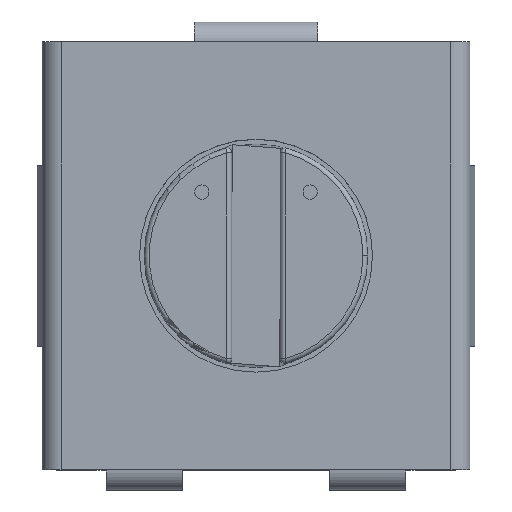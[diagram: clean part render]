
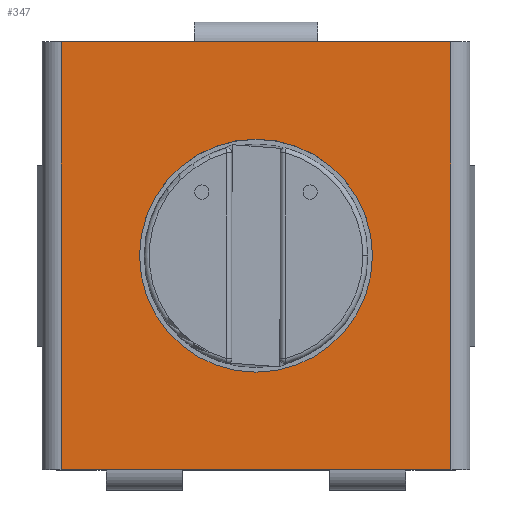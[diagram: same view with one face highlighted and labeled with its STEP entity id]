
A CAD part, top view. The second image highlights one B-rep face of the part: STEP entity #347.
In plain terms, the highlighted planar face has unit normal (0, 0, 1).
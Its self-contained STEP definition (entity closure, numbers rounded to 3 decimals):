
#173 = CARTESIAN_POINT ( 'NONE',  ( 2.05, 2.25, 2.55 ) ) ;
#310 = DIRECTION ( 'NONE',  ( 1., 0., 0. ) ) ;
#347 = ADVANCED_FACE ( 'NONE', ( #2199, #4086 ), #11002, .F. ) ;
#958 = VERTEX_POINT ( 'NONE', #11583 ) ;
#1230 = EDGE_CURVE ( 'NONE', #3597, #5982, #18007, .T. ) ;
#1242 = DIRECTION ( 'NONE',  ( 0., 0., -1. ) ) ;
#1286 = AXIS2_PLACEMENT_3D ( 'NONE', #17691, #1242, #8286 ) ;
#1645 = LINE ( 'NONE', #12679, #17511 ) ;
#2199 = FACE_OUTER_BOUND ( 'NONE', #12823, .T. ) ;
#2964 = CARTESIAN_POINT ( 'NONE',  ( -1.225, 0., 2.55 ) ) ;
#3211 = CARTESIAN_POINT ( 'NONE',  ( 0., 0., 2.55 ) ) ;
#3340 = EDGE_CURVE ( 'NONE', #5982, #17145, #11115, .T. ) ;
#3597 = VERTEX_POINT ( 'NONE', #173 ) ;
#3616 = EDGE_CURVE ( 'NONE', #15196, #5648, #7891, .T. ) ;
#3618 = ORIENTED_EDGE ( 'NONE', *, *, #3340, .T. ) ;
#3731 = EDGE_CURVE ( 'NONE', #958, #3597, #1645, .T. ) ;
#4086 = FACE_BOUND ( 'NONE', #4753, .T. ) ;
#4753 = EDGE_LOOP ( 'NONE', ( #7460, #12162 ) ) ;
#5576 = CARTESIAN_POINT ( 'NONE',  ( -2.25, 2.25, 2.55 ) ) ;
#5648 = VERTEX_POINT ( 'NONE', #16644 ) ;
#5656 = EDGE_CURVE ( 'NONE', #17145, #958, #13901, .T. ) ;
#5802 = ORIENTED_EDGE ( 'NONE', *, *, #5656, .T. ) ;
#5982 = VERTEX_POINT ( 'NONE', #15623 ) ;
#7159 = VECTOR ( 'NONE', #17137, 1000. ) ;
#7460 = ORIENTED_EDGE ( 'NONE', *, *, #3616, .F. ) ;
#7891 = CIRCLE ( 'NONE', #13706, 1.225 ) ;
#8286 = DIRECTION ( 'NONE',  ( -1., 0., 0. ) ) ;
#8403 = AXIS2_PLACEMENT_3D ( 'NONE', #11535, #17102, #310 ) ;
#8588 = DIRECTION ( 'NONE',  ( 0., 1., 0. ) ) ;
#9720 = CARTESIAN_POINT ( 'NONE',  ( -2.25, -2.25, 2.55 ) ) ;
#9770 = DIRECTION ( 'NONE',  ( 1., 0., 0. ) ) ;
#9862 = DIRECTION ( 'NONE',  ( 0., 0., 1. ) ) ;
#10141 = CARTESIAN_POINT ( 'NONE',  ( -2.05, -2.25, 2.55 ) ) ;
#10896 = ORIENTED_EDGE ( 'NONE', *, *, #1230, .T. ) ;
#11002 = PLANE ( 'NONE',  #1286 ) ;
#11115 = LINE ( 'NONE', #16674, #7159 ) ;
#11337 = DIRECTION ( 'NONE',  ( 1., 0., 0. ) ) ;
#11535 = CARTESIAN_POINT ( 'NONE',  ( 0., 0., 2.55 ) ) ;
#11583 = CARTESIAN_POINT ( 'NONE',  ( 2.05, -2.25, 2.55 ) ) ;
#11770 = VECTOR ( 'NONE', #11337, 1000. ) ;
#12162 = ORIENTED_EDGE ( 'NONE', *, *, #15226, .F. ) ;
#12180 = ORIENTED_EDGE ( 'NONE', *, *, #3731, .T. ) ;
#12384 = VECTOR ( 'NONE', #13617, 1000. ) ;
#12679 = CARTESIAN_POINT ( 'NONE',  ( 2.05, 0., 2.55 ) ) ;
#12823 = EDGE_LOOP ( 'NONE', ( #10896, #3618, #5802, #12180 ) ) ;
#13617 = DIRECTION ( 'NONE',  ( -1., 0., 0. ) ) ;
#13706 = AXIS2_PLACEMENT_3D ( 'NONE', #3211, #9862, #9770 ) ;
#13901 = LINE ( 'NONE', #9720, #11770 ) ;
#15196 = VERTEX_POINT ( 'NONE', #2964 ) ;
#15226 = EDGE_CURVE ( 'NONE', #5648, #15196, #15393, .T. ) ;
#15393 = CIRCLE ( 'NONE', #8403, 1.225 ) ;
#15623 = CARTESIAN_POINT ( 'NONE',  ( -2.05, 2.25, 2.55 ) ) ;
#16644 = CARTESIAN_POINT ( 'NONE',  ( 1.225, 0., 2.55 ) ) ;
#16674 = CARTESIAN_POINT ( 'NONE',  ( -2.05, 0., 2.55 ) ) ;
#17102 = DIRECTION ( 'NONE',  ( 0., 0., 1. ) ) ;
#17137 = DIRECTION ( 'NONE',  ( 0., -1., 0. ) ) ;
#17145 = VERTEX_POINT ( 'NONE', #10141 ) ;
#17511 = VECTOR ( 'NONE', #8588, 1000. ) ;
#17691 = CARTESIAN_POINT ( 'NONE',  ( 0., 0., 2.55 ) ) ;
#18007 = LINE ( 'NONE', #5576, #12384 ) ;
